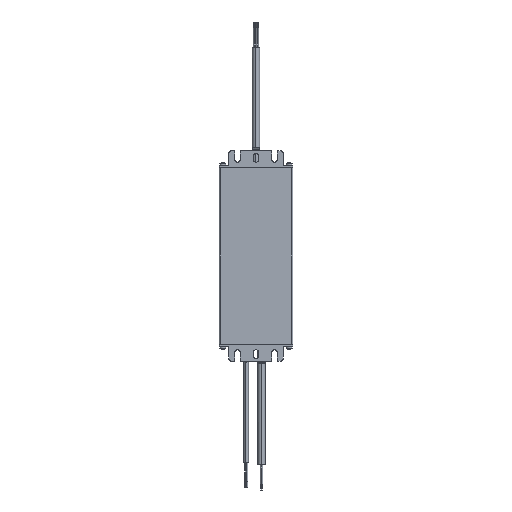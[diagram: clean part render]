
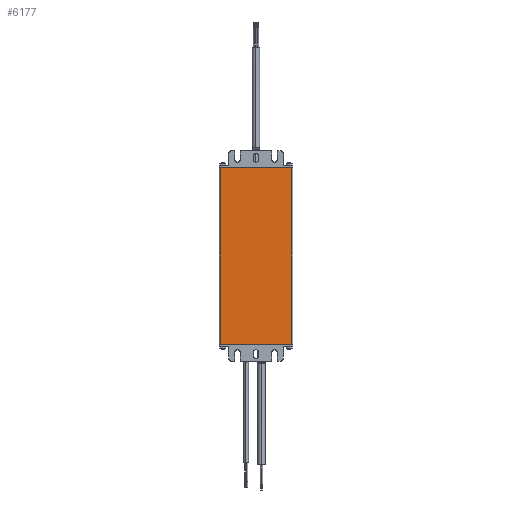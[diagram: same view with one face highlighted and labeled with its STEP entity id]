
A CAD part, front view. The second image highlights one B-rep face of the part: STEP entity #6177.
In plain terms, the highlighted planar face has unit normal (0, -1, 0).
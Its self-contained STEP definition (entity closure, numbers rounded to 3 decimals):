
#568 = EDGE_CURVE ( 'NONE', #6382, #6384, #9672, .T. ) ;
#569 = EDGE_CURVE ( 'NONE', #6382, #6383, #9675, .T. ) ;
#570 = EDGE_CURVE ( 'NONE', #6384, #6385, #9678, .T. ) ;
#571 = EDGE_CURVE ( 'NONE', #6385, #6383, #9681, .T. ) ;
#992 = ORIENTED_EDGE ( 'NONE', *, *, #569, .F. ) ;
#993 = ORIENTED_EDGE ( 'NONE', *, *, #570, .T. ) ;
#994 = ORIENTED_EDGE ( 'NONE', *, *, #568, .T. ) ;
#995 = ORIENTED_EDGE ( 'NONE', *, *, #571, .T. ) ;
#6177 = ADVANCED_FACE ( 'NONE', ( #20604 ), #20014, .F. ) ;
#6382 = VERTEX_POINT ( 'NONE', #21200 ) ;
#6383 = VERTEX_POINT ( 'NONE', #21201 ) ;
#6384 = VERTEX_POINT ( 'NONE', #21202 ) ;
#6385 = VERTEX_POINT ( 'NONE', #21203 ) ;
#9672 = LINE ( 'NONE', #9673, #43002 ) ;
#9673 = CARTESIAN_POINT ( 'NONE',  ( -32.75, 0., 162. ) ) ;
#9674 = DIRECTION ( 'NONE',  ( 0., 0., -1. ) ) ;
#9675 = LINE ( 'NONE', #9676, #43003 ) ;
#9676 = CARTESIAN_POINT ( 'NONE',  ( -33.75, 0., 162. ) ) ;
#9677 = DIRECTION ( 'NONE',  ( 1., 0., 0. ) ) ;
#9678 = LINE ( 'NONE', #9679, #43004 ) ;
#9679 = CARTESIAN_POINT ( 'NONE',  ( -33.75, 0., 0. ) ) ;
#9680 = DIRECTION ( 'NONE',  ( 1., 0., 0. ) ) ;
#9681 = LINE ( 'NONE', #9682, #43005 ) ;
#9682 = CARTESIAN_POINT ( 'NONE',  ( 32.75, 0., 162. ) ) ;
#9683 = DIRECTION ( 'NONE',  ( 0., 0., 1. ) ) ;
#20014 = PLANE ( 'NONE',  #20607 ) ;
#20015 = CARTESIAN_POINT ( 'NONE',  ( -33.75, 0., 162. ) ) ;
#20016 = DIRECTION ( 'NONE',  ( 0., 1., 0. ) ) ;
#20017 = DIRECTION ( 'NONE',  ( 0., 0., 1. ) ) ;
#20604 = FACE_OUTER_BOUND ( 'NONE', #39134, .T. ) ;
#20607 = AXIS2_PLACEMENT_3D ( 'NONE', #20015, #20016, #20017 ) ;
#21200 = CARTESIAN_POINT ( 'NONE',  ( -32.75, 0., 162. ) ) ;
#21201 = CARTESIAN_POINT ( 'NONE',  ( 32.75, 0., 162. ) ) ;
#21202 = CARTESIAN_POINT ( 'NONE',  ( -32.75, 0., 0. ) ) ;
#21203 = CARTESIAN_POINT ( 'NONE',  ( 32.75, 0., 0. ) ) ;
#39134 = EDGE_LOOP ( 'NONE', ( #992, #994, #993, #995 ) ) ;
#43002 = VECTOR ( 'NONE', #9674, 1000. ) ;
#43003 = VECTOR ( 'NONE', #9677, 1000. ) ;
#43004 = VECTOR ( 'NONE', #9680, 1000. ) ;
#43005 = VECTOR ( 'NONE', #9683, 1000. ) ;
